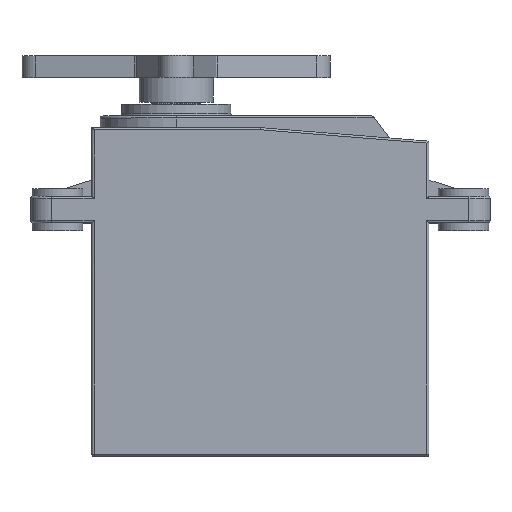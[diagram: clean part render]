
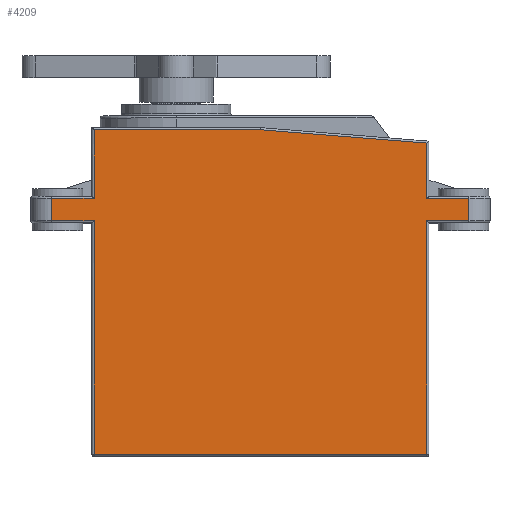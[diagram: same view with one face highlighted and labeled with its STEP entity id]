
A CAD part, top view. The second image highlights one B-rep face of the part: STEP entity #4209.
In plain terms, the highlighted planar face has unit normal (0, 0, 1).
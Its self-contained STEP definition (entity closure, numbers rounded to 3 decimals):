
#127=PLANE('',#4608);
#323=FACE_OUTER_BOUND('',#567,.T.);
#567=EDGE_LOOP('',(#3290,#3291,#3292,#3293,#3294,#3295,#3296,#3297,#3298,
#3299,#3300,#3301,#3302));
#822=LINE('',#6541,#1244);
#833=LINE('',#6590,#1255);
#843=LINE('',#6633,#1265);
#847=LINE('',#6651,#1269);
#849=LINE('',#6659,#1271);
#851=LINE('',#6665,#1273);
#854=LINE('',#6672,#1276);
#855=LINE('',#6675,#1277);
#856=LINE('',#6677,#1278);
#859=LINE('',#6682,#1281);
#861=LINE('',#6686,#1283);
#862=LINE('',#6688,#1284);
#865=LINE('',#6693,#1287);
#1244=VECTOR('',#5227,10.);
#1255=VECTOR('',#5284,10.);
#1265=VECTOR('',#5338,10.);
#1269=VECTOR('',#5362,10.);
#1271=VECTOR('',#5370,10.);
#1273=VECTOR('',#5376,10.);
#1276=VECTOR('',#5383,10.);
#1277=VECTOR('',#5388,10.);
#1278=VECTOR('',#5391,10.);
#1281=VECTOR('',#5398,10.);
#1283=VECTOR('',#5404,10.);
#1284=VECTOR('',#5407,10.);
#1287=VECTOR('',#5414,10.);
#1865=VERTEX_POINT('',#6513);
#1875=VERTEX_POINT('',#6540);
#1883=VERTEX_POINT('',#6563);
#1890=VERTEX_POINT('',#6586);
#1896=VERTEX_POINT('',#6618);
#1898=VERTEX_POINT('',#6624);
#1901=VERTEX_POINT('',#6632);
#1903=VERTEX_POINT('',#6645);
#1904=VERTEX_POINT('',#6649);
#1905=VERTEX_POINT('',#6650);
#1908=VERTEX_POINT('',#6658);
#1910=VERTEX_POINT('',#6664);
#1912=VERTEX_POINT('',#6671);
#2325=EDGE_CURVE('',#1865,#1875,#822,.T.);
#2350=EDGE_CURVE('',#1875,#1890,#833,.T.);
#2373=EDGE_CURVE('',#1898,#1901,#843,.T.);
#2382=EDGE_CURVE('',#1904,#1905,#847,.T.);
#2386=EDGE_CURVE('',#1905,#1908,#849,.T.);
#2389=EDGE_CURVE('',#1908,#1910,#851,.T.);
#2393=EDGE_CURVE('',#1910,#1912,#854,.T.);
#2395=EDGE_CURVE('',#1912,#1903,#855,.T.);
#2396=EDGE_CURVE('',#1903,#1898,#856,.T.);
#2399=EDGE_CURVE('',#1896,#1904,#859,.T.);
#2401=EDGE_CURVE('',#1890,#1896,#861,.T.);
#2402=EDGE_CURVE('',#1901,#1883,#862,.T.);
#2405=EDGE_CURVE('',#1883,#1865,#865,.T.);
#3290=ORIENTED_EDGE('',*,*,#2382,.F.);
#3291=ORIENTED_EDGE('',*,*,#2399,.F.);
#3292=ORIENTED_EDGE('',*,*,#2401,.F.);
#3293=ORIENTED_EDGE('',*,*,#2350,.F.);
#3294=ORIENTED_EDGE('',*,*,#2325,.F.);
#3295=ORIENTED_EDGE('',*,*,#2405,.F.);
#3296=ORIENTED_EDGE('',*,*,#2402,.F.);
#3297=ORIENTED_EDGE('',*,*,#2373,.F.);
#3298=ORIENTED_EDGE('',*,*,#2396,.F.);
#3299=ORIENTED_EDGE('',*,*,#2395,.F.);
#3300=ORIENTED_EDGE('',*,*,#2393,.F.);
#3301=ORIENTED_EDGE('',*,*,#2389,.F.);
#3302=ORIENTED_EDGE('',*,*,#2386,.F.);
#4209=ADVANCED_FACE('',(#323),#127,.T.);
#4608=AXIS2_PLACEMENT_3D('',#6737,#5463,#5464);
#5227=DIRECTION('',(0.,1.,0.));
#5284=DIRECTION('',(-1.,0.,0.));
#5338=DIRECTION('',(-1.,0.,0.));
#5362=DIRECTION('',(0.,1.,0.));
#5370=DIRECTION('',(1.,0.,0.));
#5376=DIRECTION('',(0.997,-0.08,0.));
#5383=DIRECTION('',(0.,-1.,0.));
#5388=DIRECTION('',(1.,0.,0.));
#5391=DIRECTION('',(0.,-1.,0.));
#5398=DIRECTION('',(1.,0.,0.));
#5404=DIRECTION('',(0.,1.,0.));
#5407=DIRECTION('',(0.,-1.,0.));
#5414=DIRECTION('',(-1.,0.,0.));
#5463=DIRECTION('center_axis',(0.,0.,1.));
#5464=DIRECTION('ref_axis',(1.,0.,0.));
#6513=CARTESIAN_POINT('',(-19.75,0.25,10.));
#6540=CARTESIAN_POINT('',(-19.75,27.95,10.));
#6541=CARTESIAN_POINT('',(-19.75,0.,10.));
#6563=CARTESIAN_POINT('',(19.75,0.25,10.));
#6586=CARTESIAN_POINT('',(-24.75,27.95,10.));
#6590=CARTESIAN_POINT('',(-20.,27.95,10.));
#6618=CARTESIAN_POINT('',(-24.75,30.6,10.));
#6624=CARTESIAN_POINT('',(24.75,27.95,10.));
#6632=CARTESIAN_POINT('',(19.75,27.95,10.));
#6633=CARTESIAN_POINT('',(0.,27.95,10.));
#6645=CARTESIAN_POINT('',(24.75,30.6,10.));
#6649=CARTESIAN_POINT('',(-19.75,30.6,10.));
#6650=CARTESIAN_POINT('',(-19.75,38.75,10.));
#6651=CARTESIAN_POINT('',(-19.75,0.,10.));
#6658=CARTESIAN_POINT('',(-0.01,38.75,10.));
#6659=CARTESIAN_POINT('',(-10.,38.75,10.));
#6664=CARTESIAN_POINT('',(19.75,37.169,10.));
#6665=CARTESIAN_POINT('',(-8.406,39.422,10.));
#6671=CARTESIAN_POINT('',(19.75,30.6,10.));
#6672=CARTESIAN_POINT('',(19.75,0.,10.));
#6675=CARTESIAN_POINT('',(0.,30.6,10.));
#6677=CARTESIAN_POINT('',(24.75,14.638,10.));
#6682=CARTESIAN_POINT('',(-20.,30.6,10.));
#6686=CARTESIAN_POINT('',(-24.75,14.638,10.));
#6688=CARTESIAN_POINT('',(19.75,0.,10.));
#6693=CARTESIAN_POINT('',(-10.,0.25,10.));
#6737=CARTESIAN_POINT('Origin',(-20.,0.,10.));
